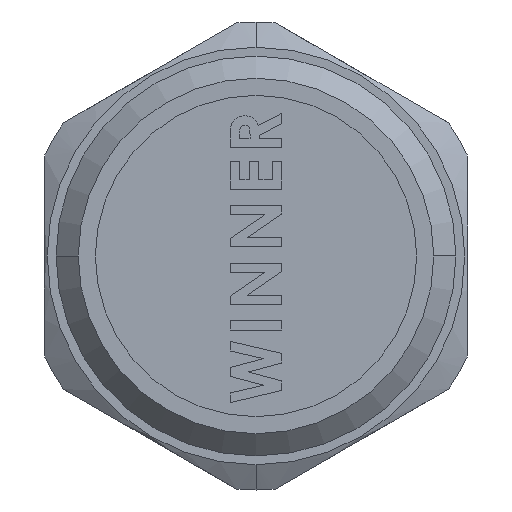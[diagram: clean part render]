
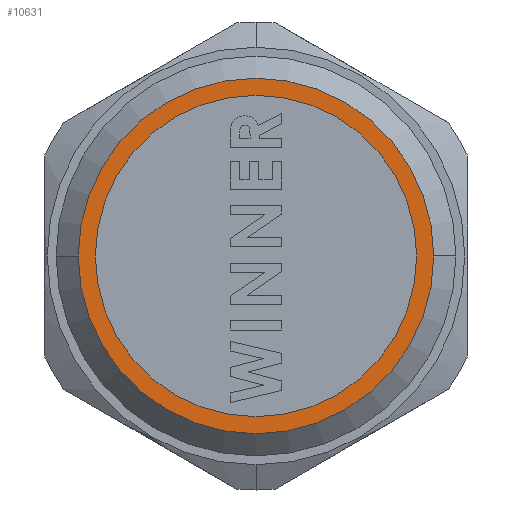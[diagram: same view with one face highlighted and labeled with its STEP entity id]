
A CAD part, left-side view. The second image highlights one B-rep face of the part: STEP entity #10631.
In plain terms, the highlighted planar face has unit normal (-1, 0, 0).
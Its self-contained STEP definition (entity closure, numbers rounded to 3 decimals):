
#109 = PLANE ( 'NONE',  #570 ) ;
#203 = CIRCLE ( 'NONE', #2044, 10.85 ) ;
#380 = CARTESIAN_POINT ( 'NONE',  ( -24.85, -12., 0. ) ) ;
#481 = DIRECTION ( 'NONE',  ( -1., 0., 0. ) ) ;
#570 = AXIS2_PLACEMENT_3D ( 'NONE', #8388, #1101, #8310 ) ;
#687 = CIRCLE ( 'NONE', #9339, 12. ) ;
#733 = EDGE_CURVE ( 'NONE', #3263, #6764, #203, .T. ) ;
#781 = FACE_BOUND ( 'NONE', #6703, .T. ) ;
#805 = CIRCLE ( 'NONE', #3099, 12. ) ;
#1101 = DIRECTION ( 'NONE',  ( -1., 0., 0. ) ) ;
#1317 = ORIENTED_EDGE ( 'NONE', *, *, #9406, .F. ) ;
#2044 = AXIS2_PLACEMENT_3D ( 'NONE', #2958, #6677, #10162 ) ;
#2229 = DIRECTION ( 'NONE',  ( 0., 0., -1. ) ) ;
#2594 = EDGE_CURVE ( 'NONE', #6764, #3263, #2980, .T. ) ;
#2958 = CARTESIAN_POINT ( 'NONE',  ( -24.85, 0., 0. ) ) ;
#2980 = CIRCLE ( 'NONE', #9209, 10.85 ) ;
#3099 = AXIS2_PLACEMENT_3D ( 'NONE', #10603, #4301, #10673 ) ;
#3148 = FACE_OUTER_BOUND ( 'NONE', #10918, .T. ) ;
#3263 = VERTEX_POINT ( 'NONE', #10630 ) ;
#3276 = ORIENTED_EDGE ( 'NONE', *, *, #733, .F. ) ;
#3924 = CARTESIAN_POINT ( 'NONE',  ( -24.85, 0., 0. ) ) ;
#4301 = DIRECTION ( 'NONE',  ( 1., 0., 0. ) ) ;
#4387 = ORIENTED_EDGE ( 'NONE', *, *, #2594, .F. ) ;
#4664 = DIRECTION ( 'NONE',  ( 1., 0., 0. ) ) ;
#5778 = VERTEX_POINT ( 'NONE', #7608 ) ;
#6677 = DIRECTION ( 'NONE',  ( -1., 0., 0. ) ) ;
#6703 = EDGE_LOOP ( 'NONE', ( #3276, #4387 ) ) ;
#6764 = VERTEX_POINT ( 'NONE', #9413 ) ;
#6958 = ORIENTED_EDGE ( 'NONE', *, *, #7782, .F. ) ;
#7517 = DIRECTION ( 'NONE',  ( 0., 1., 0. ) ) ;
#7608 = CARTESIAN_POINT ( 'NONE',  ( -24.85, 12., 0. ) ) ;
#7782 = EDGE_CURVE ( 'NONE', #10878, #5778, #687, .T. ) ;
#8310 = DIRECTION ( 'NONE',  ( 0., -1., 0. ) ) ;
#8388 = CARTESIAN_POINT ( 'NONE',  ( -24.85, 0., 0. ) ) ;
#8431 = CARTESIAN_POINT ( 'NONE',  ( -24.85, 0., 0. ) ) ;
#9209 = AXIS2_PLACEMENT_3D ( 'NONE', #3924, #481, #2229 ) ;
#9339 = AXIS2_PLACEMENT_3D ( 'NONE', #8431, #4664, #7517 ) ;
#9406 = EDGE_CURVE ( 'NONE', #5778, #10878, #805, .T. ) ;
#9413 = CARTESIAN_POINT ( 'NONE',  ( -24.85, 0., 10.85 ) ) ;
#10162 = DIRECTION ( 'NONE',  ( 0., 0., -1. ) ) ;
#10603 = CARTESIAN_POINT ( 'NONE',  ( -24.85, 0., 0. ) ) ;
#10630 = CARTESIAN_POINT ( 'NONE',  ( -24.85, 0., -10.85 ) ) ;
#10631 = ADVANCED_FACE ( 'NONE', ( #3148, #781 ), #109, .T. ) ;
#10673 = DIRECTION ( 'NONE',  ( 0., 1., 0. ) ) ;
#10878 = VERTEX_POINT ( 'NONE', #380 ) ;
#10918 = EDGE_LOOP ( 'NONE', ( #1317, #6958 ) ) ;
